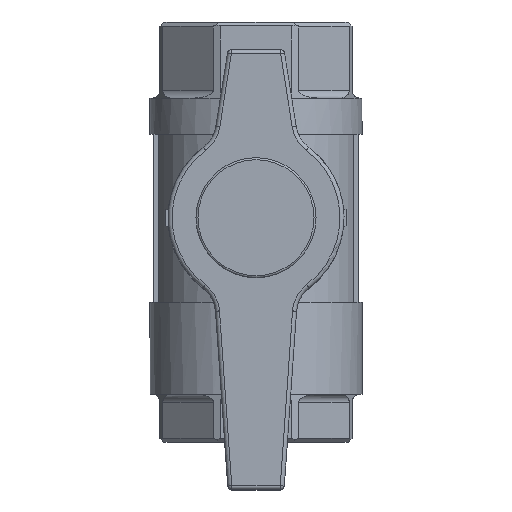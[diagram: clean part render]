
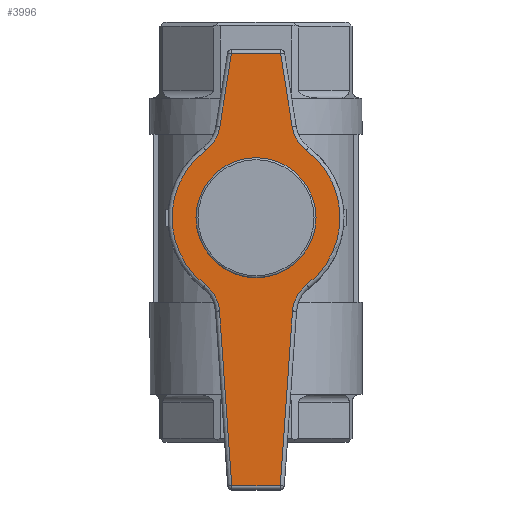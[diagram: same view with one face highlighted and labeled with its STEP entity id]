
A CAD part, top view. The second image highlights one B-rep face of the part: STEP entity #3996.
In plain terms, the highlighted face is planar.
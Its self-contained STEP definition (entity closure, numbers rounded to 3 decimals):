
#186=CIRCLE('',#4277,15.);
#187=CIRCLE('',#4278,9.);
#188=CIRCLE('',#4279,21.);
#189=CIRCLE('',#4280,9.);
#190=CIRCLE('',#4281,9.);
#191=CIRCLE('',#4282,21.);
#192=CIRCLE('',#4283,9.);
#918=ORIENTED_EDGE('',*,*,#1451,.F.);
#919=ORIENTED_EDGE('',*,*,#1452,.T.);
#920=ORIENTED_EDGE('',*,*,#1453,.T.);
#921=ORIENTED_EDGE('',*,*,#1454,.T.);
#922=ORIENTED_EDGE('',*,*,#1455,.T.);
#923=ORIENTED_EDGE('',*,*,#1456,.T.);
#924=ORIENTED_EDGE('',*,*,#1457,.T.);
#925=ORIENTED_EDGE('',*,*,#1458,.T.);
#926=ORIENTED_EDGE('',*,*,#1459,.T.);
#927=ORIENTED_EDGE('',*,*,#1460,.T.);
#928=ORIENTED_EDGE('',*,*,#1461,.T.);
#929=ORIENTED_EDGE('',*,*,#1462,.T.);
#930=ORIENTED_EDGE('',*,*,#1463,.T.);
#1451=EDGE_CURVE('',#1762,#1762,#186,.T.);
#1452=EDGE_CURVE('',#1763,#1764,#2059,.T.);
#1453=EDGE_CURVE('',#1764,#1765,#2060,.T.);
#1454=EDGE_CURVE('',#1765,#1766,#187,.F.);
#1455=EDGE_CURVE('',#1766,#1767,#188,.T.);
#1456=EDGE_CURVE('',#1767,#1768,#189,.F.);
#1457=EDGE_CURVE('',#1768,#1769,#2061,.T.);
#1458=EDGE_CURVE('',#1769,#1770,#2062,.T.);
#1459=EDGE_CURVE('',#1770,#1771,#2063,.T.);
#1460=EDGE_CURVE('',#1771,#1772,#190,.F.);
#1461=EDGE_CURVE('',#1772,#1773,#191,.T.);
#1462=EDGE_CURVE('',#1773,#1774,#192,.F.);
#1463=EDGE_CURVE('',#1774,#1763,#2064,.T.);
#1762=VERTEX_POINT('',#6153);
#1763=VERTEX_POINT('',#6155);
#1764=VERTEX_POINT('',#6156);
#1765=VERTEX_POINT('',#6158);
#1766=VERTEX_POINT('',#6160);
#1767=VERTEX_POINT('',#6162);
#1768=VERTEX_POINT('',#6164);
#1769=VERTEX_POINT('',#6166);
#1770=VERTEX_POINT('',#6168);
#1771=VERTEX_POINT('',#6170);
#1772=VERTEX_POINT('',#6172);
#1773=VERTEX_POINT('',#6174);
#1774=VERTEX_POINT('',#6176);
#2059=LINE('',#6154,#2351);
#2060=LINE('',#6157,#2352);
#2061=LINE('',#6165,#2353);
#2062=LINE('',#6167,#2354);
#2063=LINE('',#6169,#2355);
#2064=LINE('',#6177,#2356);
#2351=VECTOR('',#5078,1000.);
#2352=VECTOR('',#5079,1000.);
#2353=VECTOR('',#5086,1000.);
#2354=VECTOR('',#5087,1000.);
#2355=VECTOR('',#5088,1000.);
#2356=VECTOR('',#5095,1000.);
#2541=EDGE_LOOP('',(#918));
#2542=EDGE_LOOP('',(#919,#920,#921,#922,#923,#924,#925,#926,#927,#928,#929,
#930));
#2743=FACE_BOUND('',#2541,.T.);
#2744=FACE_BOUND('',#2542,.T.);
#2893=PLANE('',#4276);
#3996=ADVANCED_FACE('',(#2743,#2744),#2893,.T.);
#4276=AXIS2_PLACEMENT_3D('',#6151,#5074,#5075);
#4277=AXIS2_PLACEMENT_3D('',#6152,#5076,#5077);
#4278=AXIS2_PLACEMENT_3D('',#6159,#5080,#5081);
#4279=AXIS2_PLACEMENT_3D('',#6161,#5082,#5083);
#4280=AXIS2_PLACEMENT_3D('',#6163,#5084,#5085);
#4281=AXIS2_PLACEMENT_3D('',#6171,#5089,#5090);
#4282=AXIS2_PLACEMENT_3D('',#6173,#5091,#5092);
#4283=AXIS2_PLACEMENT_3D('',#6175,#5093,#5094);
#5074=DIRECTION('',(0.,1.,0.));
#5075=DIRECTION('',(0.,0.,1.));
#5076=DIRECTION('',(0.,1.,0.));
#5077=DIRECTION('',(0.,0.,1.));
#5078=DIRECTION('',(0.,0.,1.));
#5079=DIRECTION('',(0.988,0.,0.156));
#5080=DIRECTION('',(0.,1.,0.));
#5081=DIRECTION('',(0.,0.,1.));
#5082=DIRECTION('',(0.,1.,0.));
#5083=DIRECTION('',(0.,0.,1.));
#5084=DIRECTION('',(0.,1.,0.));
#5085=DIRECTION('',(0.,0.,1.));
#5086=DIRECTION('',(0.998,0.,-0.07));
#5087=DIRECTION('',(0.,0.,-1.));
#5088=DIRECTION('',(-0.998,0.,-0.07));
#5089=DIRECTION('',(0.,1.,0.));
#5090=DIRECTION('',(0.,0.,1.));
#5091=DIRECTION('',(0.,1.,0.));
#5092=DIRECTION('',(0.,0.,1.));
#5093=DIRECTION('',(0.,1.,0.));
#5094=DIRECTION('',(0.,0.,1.));
#5095=DIRECTION('',(-0.988,0.,0.156));
#6151=CARTESIAN_POINT('',(0.,34.,0.));
#6152=CARTESIAN_POINT('',(0.,34.,0.));
#6153=CARTESIAN_POINT('',(0.,34.,15.));
#6154=CARTESIAN_POINT('',(-41.,34.,0.));
#6155=CARTESIAN_POINT('',(-41.,34.,-6.146));
#6156=CARTESIAN_POINT('',(-41.,34.,6.146));
#6157=CARTESIAN_POINT('',(-1.953,34.,12.33));
#6158=CARTESIAN_POINT('',(-22.634,34.,9.055));
#6159=CARTESIAN_POINT('',(-24.042,34.,17.944));
#6160=CARTESIAN_POINT('',(-16.829,34.,12.561));
#6161=CARTESIAN_POINT('',(0.,34.,0.));
#6162=CARTESIAN_POINT('',(16.746,34.,12.671));
#6163=CARTESIAN_POINT('',(23.923,34.,18.102));
#6164=CARTESIAN_POINT('',(23.296,34.,9.124));
#6165=CARTESIAN_POINT('',(0.748,34.,10.7));
#6166=CARTESIAN_POINT('',(67.,34.,6.067));
#6167=CARTESIAN_POINT('',(67.,34.,0.));
#6168=CARTESIAN_POINT('',(67.,34.,-6.067));
#6169=CARTESIAN_POINT('',(0.748,34.,-10.7));
#6170=CARTESIAN_POINT('',(23.296,34.,-9.124));
#6171=CARTESIAN_POINT('',(23.923,34.,-18.102));
#6172=CARTESIAN_POINT('',(16.746,34.,-12.671));
#6173=CARTESIAN_POINT('',(0.,34.,0.));
#6174=CARTESIAN_POINT('',(-16.829,34.,-12.561));
#6175=CARTESIAN_POINT('',(-24.042,34.,-17.944));
#6176=CARTESIAN_POINT('',(-22.634,34.,-9.055));
#6177=CARTESIAN_POINT('',(-1.953,34.,-12.33));
